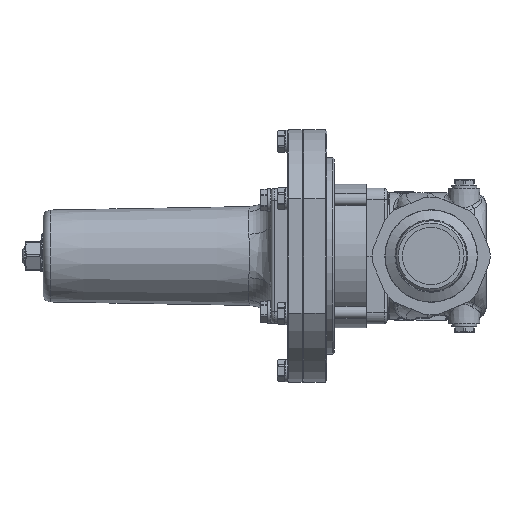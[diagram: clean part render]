
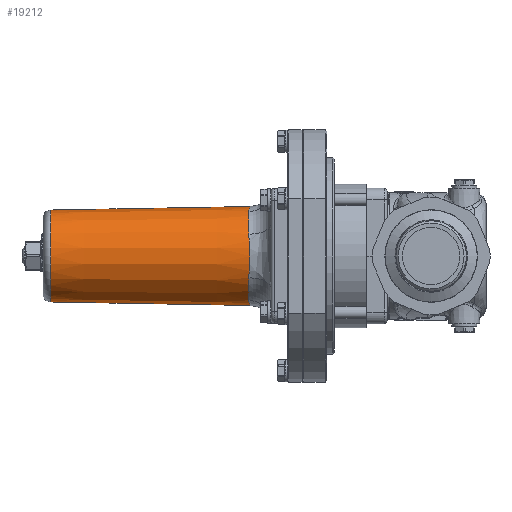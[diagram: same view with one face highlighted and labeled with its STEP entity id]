
A CAD part, left-side view. The second image highlights one B-rep face of the part: STEP entity #19212.
In plain terms, the highlighted conical face has half-angle 1 degrees and reference radius 33 mm.
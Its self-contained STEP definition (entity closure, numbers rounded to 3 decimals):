
#426=CONICAL_SURFACE('',#21105,33.,0.017);
#1609=LINE('',#49740,#2456);
#2456=VECTOR('',#25375,33.);
#4021=FACE_OUTER_BOUND('',#5302,.T.);
#5302=EDGE_LOOP('',(#16834,#16835,#16836,#16837,#16838,#16839,#16840,#16841,
#16842,#16843,#16844,#16845,#16846));
#6416=CIRCLE('',#21092,32.743);
#6420=CIRCLE('',#21097,32.743);
#6424=CIRCLE('',#21102,32.743);
#6427=CIRCLE('',#21106,30.45);
#6428=CIRCLE('',#21107,32.743);
#6429=CIRCLE('',#21108,30.45);
#7289=B_SPLINE_CURVE_WITH_KNOTS('',3,(#49535,#49536,#49537,#49538,#49539,
#49540),.UNSPECIFIED.,.F.,.F.,(4,1,1,4),(-3.142,-2.244,
-0.449,0.),.UNSPECIFIED.);
#7290=B_SPLINE_CURVE_WITH_KNOTS('',3,(#49541,#49542,#49543,#49544,#49545),
 .UNSPECIFIED.,.F.,.F.,(4,1,4),(0.,1.346,3.142),
 .UNSPECIFIED.);
#7291=B_SPLINE_CURVE_WITH_KNOTS('',3,(#49603,#49604,#49605,#49606,#49607,
#49608,#49609),.UNSPECIFIED.,.F.,.F.,(4,1,1,1,4),(-3.142,-2.244,
-0.449,1.346,3.142),.UNSPECIFIED.);
#7292=B_SPLINE_CURVE_WITH_KNOTS('',3,(#49666,#49667,#49668,#49669,#49670,
#49671,#49672),.UNSPECIFIED.,.F.,.F.,(4,1,1,1,4),(-3.142,-2.244,
-0.449,1.346,3.142),.UNSPECIFIED.);
#7293=B_SPLINE_CURVE_WITH_KNOTS('',3,(#49729,#49730,#49731,#49732,#49733,
#49734,#49735),.UNSPECIFIED.,.F.,.F.,(4,1,1,1,4),(-3.142,-2.244,
-0.449,1.346,3.142),.UNSPECIFIED.);
#8827=VERTEX_POINT('',#49522);
#8829=VERTEX_POINT('',#49532);
#8830=VERTEX_POINT('',#49534);
#8831=VERTEX_POINT('',#49548);
#8832=VERTEX_POINT('',#49601);
#8833=VERTEX_POINT('',#49611);
#8834=VERTEX_POINT('',#49664);
#8835=VERTEX_POINT('',#49674);
#8836=VERTEX_POINT('',#49727);
#8837=VERTEX_POINT('',#49737);
#8838=VERTEX_POINT('',#49738);
#11547=EDGE_CURVE('',#8829,#8830,#7289,.T.);
#11548=EDGE_CURVE('',#8830,#8827,#7290,.T.);
#11551=EDGE_CURVE('',#8831,#8829,#6416,.T.);
#11554=EDGE_CURVE('',#8832,#8831,#7291,.T.);
#11556=EDGE_CURVE('',#8833,#8832,#6420,.T.);
#11559=EDGE_CURVE('',#8834,#8833,#7292,.T.);
#11561=EDGE_CURVE('',#8835,#8834,#6424,.T.);
#11564=EDGE_CURVE('',#8836,#8835,#7293,.T.);
#11565=EDGE_CURVE('',#8837,#8838,#6427,.T.);
#11566=EDGE_CURVE('',#8837,#8830,#1609,.T.);
#11567=EDGE_CURVE('',#8827,#8836,#6428,.T.);
#11568=EDGE_CURVE('',#8838,#8837,#6429,.T.);
#16834=ORIENTED_EDGE('',*,*,#11565,.F.);
#16835=ORIENTED_EDGE('',*,*,#11566,.T.);
#16836=ORIENTED_EDGE('',*,*,#11547,.F.);
#16837=ORIENTED_EDGE('',*,*,#11551,.F.);
#16838=ORIENTED_EDGE('',*,*,#11554,.F.);
#16839=ORIENTED_EDGE('',*,*,#11556,.F.);
#16840=ORIENTED_EDGE('',*,*,#11559,.F.);
#16841=ORIENTED_EDGE('',*,*,#11561,.F.);
#16842=ORIENTED_EDGE('',*,*,#11564,.F.);
#16843=ORIENTED_EDGE('',*,*,#11567,.F.);
#16844=ORIENTED_EDGE('',*,*,#11548,.F.);
#16845=ORIENTED_EDGE('',*,*,#11566,.F.);
#16846=ORIENTED_EDGE('',*,*,#11568,.F.);
#19212=ADVANCED_FACE('',(#4021),#426,.T.);
#21092=AXIS2_PLACEMENT_3D('',#49550,#25345,#25346);
#21097=AXIS2_PLACEMENT_3D('',#49613,#25355,#25356);
#21102=AXIS2_PLACEMENT_3D('',#49676,#25365,#25366);
#21105=AXIS2_PLACEMENT_3D('',#49736,#25371,#25372);
#21106=AXIS2_PLACEMENT_3D('',#49739,#25373,#25374);
#21107=AXIS2_PLACEMENT_3D('',#49741,#25376,#25377);
#21108=AXIS2_PLACEMENT_3D('',#49742,#25378,#25379);
#25345=DIRECTION('center_axis',(0.,-1.,0.));
#25346=DIRECTION('ref_axis',(0.,0.,
1.));
#25355=DIRECTION('center_axis',(0.,-1.,0.));
#25356=DIRECTION('ref_axis',(0.,0.,
1.));
#25365=DIRECTION('center_axis',(0.,-1.,0.));
#25366=DIRECTION('ref_axis',(0.,0.,
1.));
#25371=DIRECTION('center_axis',(0.,-1.,0.));
#25372=DIRECTION('ref_axis',(0.,0.,
1.));
#25373=DIRECTION('center_axis',(0.,1.,0.));
#25374=DIRECTION('ref_axis',(0.,0.,
1.));
#25375=DIRECTION('',(0.,-1.,-0.017));
#25376=DIRECTION('center_axis',(0.,-1.,0.));
#25377=DIRECTION('ref_axis',(0.,0.,
1.));
#25378=DIRECTION('center_axis',(0.,1.,0.));
#25379=DIRECTION('ref_axis',(0.,0.,
1.));
#49522=CARTESIAN_POINT('',(14.471,120.804,-29.372));
#49532=CARTESIAN_POINT('',(-14.471,120.804,-29.372));
#49534=CARTESIAN_POINT('',(0.,120.075,-32.755));
#49535=CARTESIAN_POINT('Ctrl Pts',(-14.471,120.804,-29.372));
#49536=CARTESIAN_POINT('Ctrl Pts',(-13.189,120.804,-30.003));
#49537=CARTESIAN_POINT('Ctrl Pts',(-9.225,120.577,-31.648));
#49538=CARTESIAN_POINT('Ctrl Pts',(-4.286,120.115,-32.639));
#49539=CARTESIAN_POINT('Ctrl Pts',(-0.715,120.073,-32.755));
#49540=CARTESIAN_POINT('Ctrl Pts',(0.,120.075,
-32.755));
#49541=CARTESIAN_POINT('Ctrl Pts',(0.,120.075,
-32.755));
#49542=CARTESIAN_POINT('Ctrl Pts',(2.143,120.08,-32.755));
#49543=CARTESIAN_POINT('Ctrl Pts',(7.144,120.304,-32.26));
#49544=CARTESIAN_POINT('Ctrl Pts',(11.907,120.804,-30.634));
#49545=CARTESIAN_POINT('Ctrl Pts',(14.471,120.804,-29.372));
#49548=CARTESIAN_POINT('',(-29.372,120.804,-14.471));
#49550=CARTESIAN_POINT('Origin',(0.,120.804,
0.));
#49601=CARTESIAN_POINT('',(-29.372,120.804,14.471));
#49603=CARTESIAN_POINT('Ctrl Pts',(-29.372,120.804,14.471));
#49604=CARTESIAN_POINT('Ctrl Pts',(-30.003,120.804,13.189));
#49605=CARTESIAN_POINT('Ctrl Pts',(-31.648,120.577,9.225));
#49606=CARTESIAN_POINT('Ctrl Pts',(-33.063,119.917,2.169));
#49607=CARTESIAN_POINT('Ctrl Pts',(-32.492,120.232,-6.464));
#49608=CARTESIAN_POINT('Ctrl Pts',(-30.634,120.804,-11.907));
#49609=CARTESIAN_POINT('Ctrl Pts',(-29.372,120.804,-14.471));
#49611=CARTESIAN_POINT('',(-14.471,120.804,29.372));
#49613=CARTESIAN_POINT('Origin',(0.,120.804,
0.));
#49664=CARTESIAN_POINT('',(14.471,120.804,29.372));
#49666=CARTESIAN_POINT('Ctrl Pts',(14.471,120.804,29.372));
#49667=CARTESIAN_POINT('Ctrl Pts',(13.189,120.804,30.003));
#49668=CARTESIAN_POINT('Ctrl Pts',(9.225,120.577,31.648));
#49669=CARTESIAN_POINT('Ctrl Pts',(2.17,119.917,33.063));
#49670=CARTESIAN_POINT('Ctrl Pts',(-6.464,120.232,32.492));
#49671=CARTESIAN_POINT('Ctrl Pts',(-11.907,120.804,30.634));
#49672=CARTESIAN_POINT('Ctrl Pts',(-14.471,120.804,29.372));
#49674=CARTESIAN_POINT('',(29.372,120.804,14.471));
#49676=CARTESIAN_POINT('Origin',(0.,120.804,
0.));
#49727=CARTESIAN_POINT('',(29.372,120.804,-14.471));
#49729=CARTESIAN_POINT('Ctrl Pts',(29.372,120.804,-14.471));
#49730=CARTESIAN_POINT('Ctrl Pts',(30.003,120.804,-13.189));
#49731=CARTESIAN_POINT('Ctrl Pts',(31.648,120.577,-9.226));
#49732=CARTESIAN_POINT('Ctrl Pts',(33.063,119.917,-2.17));
#49733=CARTESIAN_POINT('Ctrl Pts',(32.492,120.232,6.464));
#49734=CARTESIAN_POINT('Ctrl Pts',(30.634,120.804,11.907));
#49735=CARTESIAN_POINT('Ctrl Pts',(29.372,120.804,14.471));
#49736=CARTESIAN_POINT('Origin',(0.,106.066,
0.));
#49737=CARTESIAN_POINT('',(0.,252.153,-30.45));
#49738=CARTESIAN_POINT('',(30.45,252.153,0.));
#49739=CARTESIAN_POINT('Origin',(0.,252.153,
0.));
#49740=CARTESIAN_POINT('',(0.,106.066,-33.));
#49741=CARTESIAN_POINT('Origin',(0.,120.804,
0.));
#49742=CARTESIAN_POINT('Origin',(0.,252.153,
0.));
